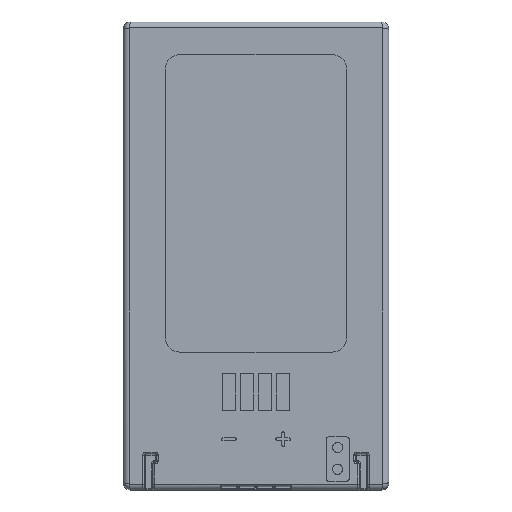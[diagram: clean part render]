
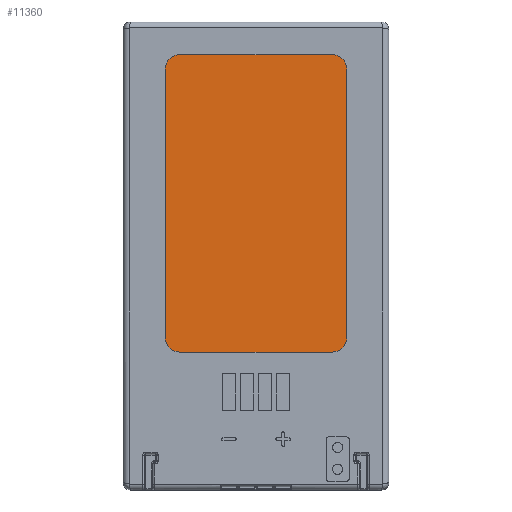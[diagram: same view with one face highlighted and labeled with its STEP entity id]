
A CAD part, top view. The second image highlights one B-rep face of the part: STEP entity #11360.
In plain terms, the highlighted planar face has unit normal (0, 0, 1).
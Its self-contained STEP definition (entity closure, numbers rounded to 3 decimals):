
#11198=CARTESIAN_POINT('',(-10.5,24.893,1.15));
#11199=VERTEX_POINT('',#11198);
#11206=CARTESIAN_POINT('',(10.5,24.893,1.15));
#11207=VERTEX_POINT('',#11206);
#11208=CARTESIAN_POINT('',(-10.5,24.893,1.15));
#11209=DIRECTION('',(1.0,0.0,0.0));
#11210=VECTOR('',#11209,21.);
#11211=LINE('',#11208,#11210);
#11212=EDGE_CURVE('',#11207,#11199,#11211,.F.);
#11294=CARTESIAN_POINT('',(-13.75,-18.157,1.15));
#11295=DIRECTION('',(0.0,0.0,1.0));
#11296=DIRECTION('',(1.0,0.0,0.0));
#11297=AXIS2_PLACEMENT_3D('',#11294,#11295,#11296);
#11298=PLANE('',#11297);
#11299=CARTESIAN_POINT('',(-12.5,22.893,1.15));
#11300=VERTEX_POINT('',#11299);
#11301=CARTESIAN_POINT('',(-12.5,-14.107,1.15));
#11302=VERTEX_POINT('',#11301);
#11303=CARTESIAN_POINT('',(-12.5,22.893,1.15));
#11304=DIRECTION('',(0.0,-1.0,0.0));
#11305=VECTOR('',#11304,37.0);
#11306=LINE('',#11303,#11305);
#11307=EDGE_CURVE('',#11300,#11302,#11306,.T.);
#11308=ORIENTED_EDGE('',*,*,#11307,.T.);
#11309=CARTESIAN_POINT('',(-10.5,-16.107,1.15));
#11310=VERTEX_POINT('',#11309);
#11311=CARTESIAN_POINT('',(-10.5,-14.107,1.15));
#11312=DIRECTION('',(0.0,0.0,1.0));
#11313=DIRECTION('',(1.0,0.0,0.0));
#11314=AXIS2_PLACEMENT_3D('',#11311,#11312,#11313);
#11315=CIRCLE('',#11314,2.0);
#11316=EDGE_CURVE('',#11302,#11310,#11315,.T.);
#11317=ORIENTED_EDGE('',*,*,#11316,.T.);
#11318=CARTESIAN_POINT('',(10.5,-16.107,1.15));
#11319=VERTEX_POINT('',#11318);
#11320=CARTESIAN_POINT('',(-10.5,-16.107,1.15));
#11321=DIRECTION('',(1.0,0.0,0.0));
#11322=VECTOR('',#11321,21.0);
#11323=LINE('',#11320,#11322);
#11324=EDGE_CURVE('',#11310,#11319,#11323,.T.);
#11325=ORIENTED_EDGE('',*,*,#11324,.T.);
#11326=CARTESIAN_POINT('',(12.5,-14.107,1.15));
#11327=VERTEX_POINT('',#11326);
#11328=CARTESIAN_POINT('',(10.5,-14.107,1.15));
#11329=DIRECTION('',(0.,0.,1.0));
#11330=DIRECTION('',(-0.707,0.707,0.));
#11331=AXIS2_PLACEMENT_3D('',#11328,#11329,#11330);
#11332=CIRCLE('',#11331,2.0);
#11333=EDGE_CURVE('',#11319,#11327,#11332,.T.);
#11334=ORIENTED_EDGE('',*,*,#11333,.T.);
#11335=CARTESIAN_POINT('',(12.5,22.893,1.15));
#11336=VERTEX_POINT('',#11335);
#11337=CARTESIAN_POINT('',(12.5,-14.107,1.15));
#11338=DIRECTION('',(0.0,1.0,0.0));
#11339=VECTOR('',#11338,37.);
#11340=LINE('',#11337,#11339);
#11341=EDGE_CURVE('',#11327,#11336,#11340,.T.);
#11342=ORIENTED_EDGE('',*,*,#11341,.T.);
#11343=CARTESIAN_POINT('',(10.5,22.893,1.15));
#11344=DIRECTION('',(0.,0.,1.0));
#11345=DIRECTION('',(-0.707,-0.707,0.));
#11346=AXIS2_PLACEMENT_3D('',#11343,#11344,#11345);
#11347=CIRCLE('',#11346,2.0);
#11348=EDGE_CURVE('',#11336,#11207,#11347,.T.);
#11349=ORIENTED_EDGE('',*,*,#11348,.T.);
#11350=ORIENTED_EDGE('',*,*,#11212,.T.);
#11351=CARTESIAN_POINT('',(-10.5,22.893,1.15));
#11352=DIRECTION('',(0.0,0.0,1.0));
#11353=DIRECTION('',(1.0,0.0,0.0));
#11354=AXIS2_PLACEMENT_3D('',#11351,#11352,#11353);
#11355=CIRCLE('',#11354,2.0);
#11356=EDGE_CURVE('',#11199,#11300,#11355,.T.);
#11357=ORIENTED_EDGE('',*,*,#11356,.T.);
#11358=EDGE_LOOP('',(#11308,#11317,#11325,#11334,#11342,#11349,#11350,#11357));
#11359=FACE_OUTER_BOUND('',#11358,.T.);
#11360=ADVANCED_FACE('',(#11359),#11298,.T.);
